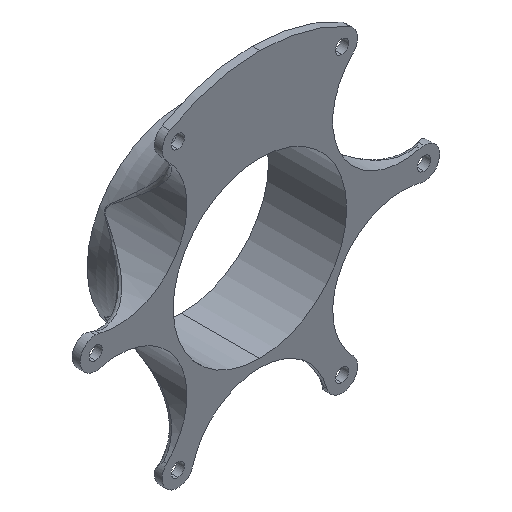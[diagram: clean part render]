
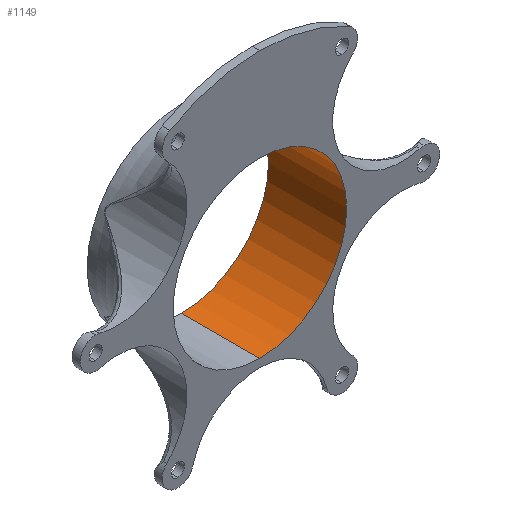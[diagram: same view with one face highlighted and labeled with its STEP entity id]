
A CAD part, isometric view. The second image highlights one B-rep face of the part: STEP entity #1149.
In plain terms, the highlighted cylindrical face has radius 55.5 mm (diameter 111 mm), a partial arc.
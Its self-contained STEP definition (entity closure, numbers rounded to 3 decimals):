
#291 = ORIENTED_EDGE ( 'NONE', *, *, #6173, .T. ) ;
#471 = VERTEX_POINT ( 'NONE', #7021 ) ;
#482 = CARTESIAN_POINT ( 'NONE',  ( 0., 0., 0. ) ) ;
#1114 = CARTESIAN_POINT ( 'NONE',  ( 0., 0., 55.5 ) ) ;
#1149 = ADVANCED_FACE ( 'NONE', ( #3121 ), #3266, .F. ) ;
#1249 = DIRECTION ( 'NONE',  ( 0., -1., 0. ) ) ;
#1329 = DIRECTION ( 'NONE',  ( 0., 0., -1. ) ) ;
#1651 = DIRECTION ( 'NONE',  ( 0., -1., 0. ) ) ;
#2212 = LINE ( 'NONE', #6538, #3678 ) ;
#2313 = CARTESIAN_POINT ( 'NONE',  ( 0., 50., -55.5 ) ) ;
#2488 = EDGE_CURVE ( 'NONE', #2566, #5568, #2212, .T. ) ;
#2531 = VERTEX_POINT ( 'NONE', #1114 ) ;
#2566 = VERTEX_POINT ( 'NONE', #2313 ) ;
#2686 = DIRECTION ( 'NONE',  ( 0., 0., -1. ) ) ;
#2945 = AXIS2_PLACEMENT_3D ( 'NONE', #4360, #6485, #2686 ) ;
#3121 = FACE_OUTER_BOUND ( 'NONE', #6218, .T. ) ;
#3266 = CYLINDRICAL_SURFACE ( 'NONE', #5196, 55.5 ) ;
#3350 = VECTOR ( 'NONE', #1249, 1000. ) ;
#3645 = EDGE_CURVE ( 'NONE', #471, #2531, #6605, .T. ) ;
#3678 = VECTOR ( 'NONE', #1651, 1000. ) ;
#3700 = DIRECTION ( 'NONE',  ( 0., 0., -1. ) ) ;
#3748 = CIRCLE ( 'NONE', #5470, 55.5 ) ;
#4005 = CARTESIAN_POINT ( 'NONE',  ( 0., 0., 55.5 ) ) ;
#4056 = CARTESIAN_POINT ( 'NONE',  ( 0., 0., 0. ) ) ;
#4360 = CARTESIAN_POINT ( 'NONE',  ( 0., 50., 0. ) ) ;
#4647 = ORIENTED_EDGE ( 'NONE', *, *, #5536, .F. ) ;
#4913 = CIRCLE ( 'NONE', #2945, 55.5 ) ;
#5196 = AXIS2_PLACEMENT_3D ( 'NONE', #482, #6484, #3700 ) ;
#5470 = AXIS2_PLACEMENT_3D ( 'NONE', #4056, #6217, #1329 ) ;
#5536 = EDGE_CURVE ( 'NONE', #2566, #471, #4913, .T. ) ;
#5568 = VERTEX_POINT ( 'NONE', #6986 ) ;
#5774 = ORIENTED_EDGE ( 'NONE', *, *, #2488, .T. ) ;
#6173 = EDGE_CURVE ( 'NONE', #5568, #2531, #3748, .T. ) ;
#6217 = DIRECTION ( 'NONE',  ( 0., -1., 0. ) ) ;
#6218 = EDGE_LOOP ( 'NONE', ( #6405, #4647, #5774, #291 ) ) ;
#6405 = ORIENTED_EDGE ( 'NONE', *, *, #3645, .F. ) ;
#6484 = DIRECTION ( 'NONE',  ( 0., -1., 0. ) ) ;
#6485 = DIRECTION ( 'NONE',  ( 0., -1., 0. ) ) ;
#6538 = CARTESIAN_POINT ( 'NONE',  ( 0., 0., -55.5 ) ) ;
#6605 = LINE ( 'NONE', #4005, #3350 ) ;
#6986 = CARTESIAN_POINT ( 'NONE',  ( 0., 0., -55.5 ) ) ;
#7021 = CARTESIAN_POINT ( 'NONE',  ( 0., 50., 55.5 ) ) ;
